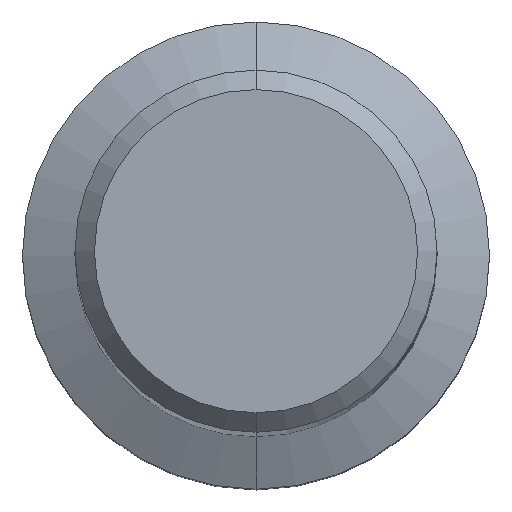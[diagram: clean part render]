
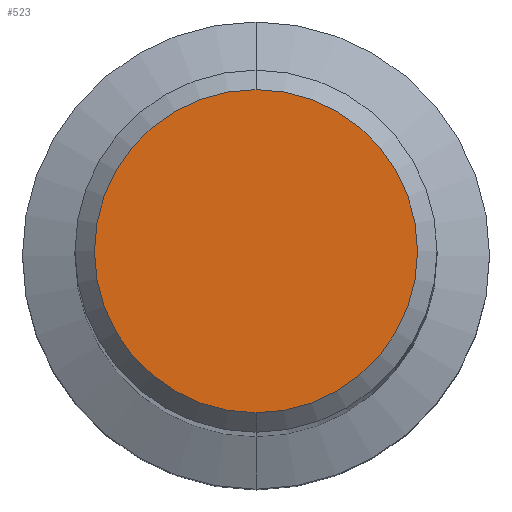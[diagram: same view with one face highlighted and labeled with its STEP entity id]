
A CAD part, top view. The second image highlights one B-rep face of the part: STEP entity #523.
In plain terms, the highlighted planar face has unit normal (0, 0, 1).
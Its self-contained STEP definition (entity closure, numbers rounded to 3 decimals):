
#333=EDGE_CURVE('',#411,#399,#700,.T.);
#399=VERTEX_POINT('',#774);
#411=VERTEX_POINT('',#787);
#447=EDGE_CURVE('',#399,#411,#828,.T.);
#523=ADVANCED_FACE('',(#913),#914,.T.);
#700=CIRCLE('',#1262,4.15);
#774=CARTESIAN_POINT('',(0.,-4.15,0.0));
#787=CARTESIAN_POINT('',(0.0,4.15,0.0));
#828=CIRCLE('',#1469,4.15);
#913=FACE_OUTER_BOUND('',#1636,.T.);
#914=PLANE('',#1637);
#1262=AXIS2_PLACEMENT_3D('',#1798,#1799,#1800);
#1469=AXIS2_PLACEMENT_3D('',#1968,#1969,#1970);
#1636=EDGE_LOOP('',(#2070,#2071));
#1637=AXIS2_PLACEMENT_3D('',#2072,#2073,#2074);
#1798=CARTESIAN_POINT('',(0.0,0.0,0.0));
#1799=DIRECTION('',(0.0,0.0,-1.0));
#1800=DIRECTION('',(0.0,1.0,0.0));
#1968=CARTESIAN_POINT('',(0.0,0.0,0.0));
#1969=DIRECTION('',(0.0,0.0,-1.0));
#1970=DIRECTION('',(0.0,1.0,0.0));
#2070=ORIENTED_EDGE('',*,*,#333,.F.);
#2071=ORIENTED_EDGE('',*,*,#447,.F.);
#2072=CARTESIAN_POINT('',(0.0,2.075,0.0));
#2073=DIRECTION('',(-0.0,0.0,1.0));
#2074=DIRECTION('',(0.0,-1.0,0.0));
